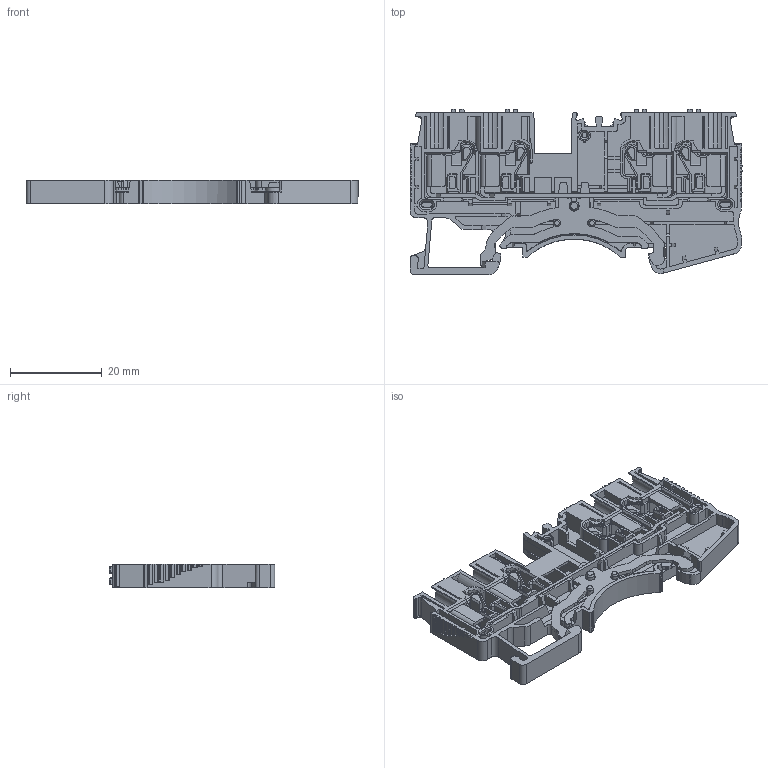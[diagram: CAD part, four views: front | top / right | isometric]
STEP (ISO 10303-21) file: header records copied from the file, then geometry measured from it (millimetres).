
FILE_DESCRIPTION((''),'2;1');
FILE_NAME('DS2_5-QU-PE20190625_ASM','2020-12-29T',('Administrator'),(''),'PRO/ENGINEER BY PARAMETRIC TECHNOLOGY CORPORATION, 2012360','PRO/ENGINEER BY PARAMETRIC TECHNOLOGY CORPORATION, 2012360','');
FILE_SCHEMA(('AUTOMOTIVE_DESIGN { 1 0 10303 214 1 1 1 1 }'));
Products named in the file (7): DS25_BUTTON_2_1_1; DS2_5_SPRING_3_1_1; DS2_5_QU-PE_CONDUCTOR_3_1_1; JIEDITI_1_1_1; DS25-QU-PE-HOUSING20190612_1; DS2_5-QU-PE_ASM_1_ASM_1_ASM_1_ASM; DS2_5-QU-PE20190625_ASM
Assembly tree (12 placements, depth 3):
  DS2_5-QU-PE20190625_ASM
    DS2_5-QU-PE_ASM_1_ASM_1_ASM_1_ASM
      DS25_BUTTON_2_1_1  x4
      DS2_5_SPRING_3_1_1  x4
      DS2_5_QU-PE_CONDUCTOR_3_1_1
      JIEDITI_1_1_1
      DS25-QU-PE-HOUSING20190612_1
Bounding box: 72.2 x 35.98 x 5.15 mm (x, y, z)
Volume: 4974.3 mm3; surface area: 12798.3 mm2
Topology: 11 solids, 11 shells, 2777 faces, 7837 edges, 5120 vertices
Faces by surface type: plane 1937, cylinder 629, extrusion 117, cone 51, sphere 32, torus 6, bspline 5
Entity records: 86526 total; most frequent: CARTESIAN_POINT 17540, ORIENTED_EDGE 14122, DIRECTION 12670, EDGE_CURVE 7061, VECTOR 5534, LINE 5417, VERTEX_POINT 4646, AXIS2_PLACEMENT_3D 3568
